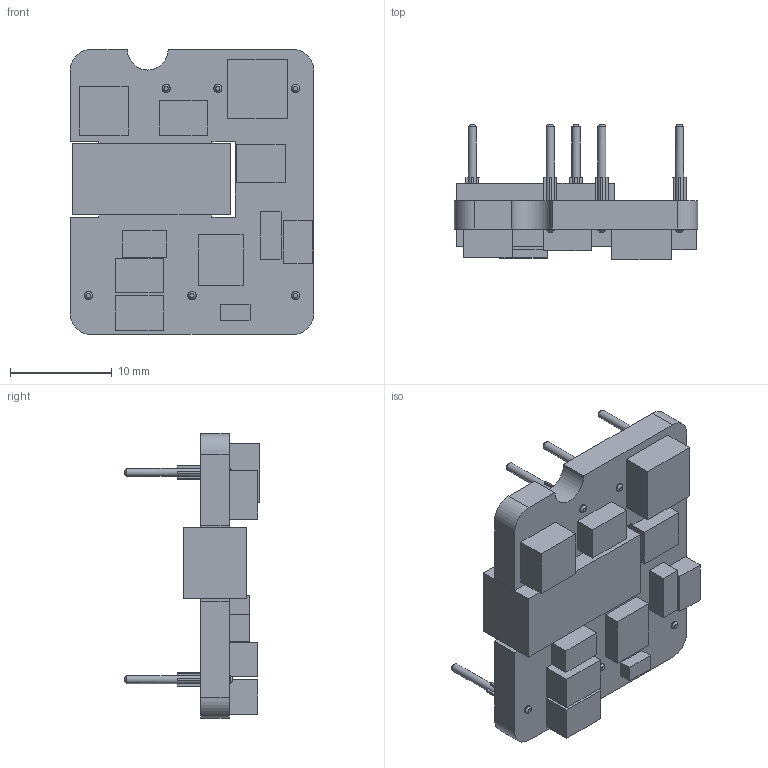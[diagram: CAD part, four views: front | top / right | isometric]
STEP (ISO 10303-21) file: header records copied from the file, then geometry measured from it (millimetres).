
FILE_DESCRIPTION( ( 'Unknown' ), '1' );
FILE_NAME( 'TON15-W.stp', 'Unknown', ( 'Unknown' ), ( 'Unknown' ), 'PSStep 11.0', 'Unknown', ' ' );
FILE_SCHEMA( ( 'AUTOMOTIVE_DESIGN { 1 0 10303 214 1 1 1 1 }' ) );
Length unit declared in the file: millimetre
Products named in the file (1): 1
Bounding box: 23.88 x 13.28 x 27.94 mm (x, y, z)
Volume: 2637.5 mm3; surface area: 2463.9 mm2
Topology: 1 solids, 1 shells, 269 faces, 768 edges, 476 vertices
Faces by surface type: plane 210, cylinder 47, cone 12
Full cylindrical faces by diameter (mm): 0.795 x6, 0.799 x6, 0.8 x6
Entity records: 10626 total; most frequent: DIRECTION 1492, CARTESIAN_POINT 1448, ORIENTED_EDGE 1440, EDGE_CURVE 720, AXIS2_PLACEMENT_3D 502, LINE 488, VECTOR 488, VERTEX_POINT 458
